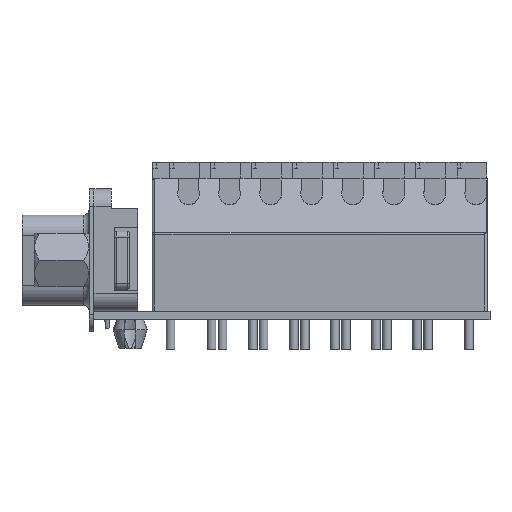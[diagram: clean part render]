
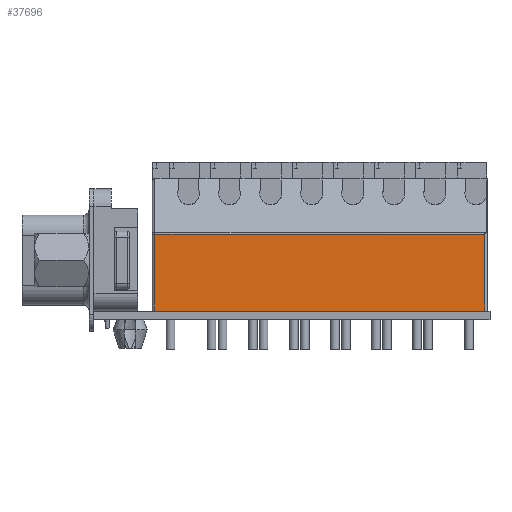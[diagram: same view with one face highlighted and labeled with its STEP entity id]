
A CAD part, front view. The second image highlights one B-rep face of the part: STEP entity #37696.
In plain terms, the highlighted face is planar.
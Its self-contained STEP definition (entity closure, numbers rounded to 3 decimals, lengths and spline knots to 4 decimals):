
#12165 = CARTESIAN_POINT ( 'NONE',  ( 0.237, 0., -1.15 ) ) ;
#12192 = CARTESIAN_POINT ( 'NONE',  ( 0.237, 0., -0.01 ) ) ;
#12239 = DIRECTION ( 'NONE',  ( 0., 0., 1. ) ) ;
#12240 = VECTOR ( 'NONE', #12239, 39.3701 ) ;
#12241 = CARTESIAN_POINT ( 'NONE',  ( 0.237, 0., -1.16 ) ) ;
#12242 = LINE ( 'NONE', #12241, #12240 ) ;
#22932 = VERTEX_POINT ( 'NONE', #12165 ) ;
#23106 = VERTEX_POINT ( 'NONE', #12192 ) ;
#23264 = EDGE_CURVE ( 'NONE', #22932, #23106, #12242, .T. ) ;
#31976 = LINE ( 'NONE', #32010, #32104 ) ;
#31981 = DIRECTION ( 'NONE',  ( 0., 1., 0. ) ) ;
#31983 = VECTOR ( 'NONE', #31981, 39.3701 ) ;
#31984 = CARTESIAN_POINT ( 'NONE',  ( 0.237, 0., -1.15 ) ) ;
#31985 = LINE ( 'NONE', #31984, #31983 ) ;
#31986 = PLANE ( 'NONE',  #32095 ) ;
#32010 = CARTESIAN_POINT ( 'NONE',  ( 0.237, 0., -0.01 ) ) ;
#32062 = DIRECTION ( 'NONE',  ( 0., 0., -1. ) ) ;
#32064 = DIRECTION ( 'NONE',  ( 1., 0., 0. ) ) ;
#32066 = CARTESIAN_POINT ( 'NONE',  ( 0.237, 0., -1.16 ) ) ;
#32072 = FACE_OUTER_BOUND ( 'NONE', #37704, .T. ) ;
#32095 = AXIS2_PLACEMENT_3D ( 'NONE', #32066, #32064, #32062 ) ;
#32103 = DIRECTION ( 'NONE',  ( 0., -1., 0. ) ) ;
#32104 = VECTOR ( 'NONE', #32103, 39.3701 ) ;
#32129 = CARTESIAN_POINT ( 'NONE',  ( 0.237, 0.266, -0.01 ) ) ;
#32141 = CARTESIAN_POINT ( 'NONE',  ( 0.237, 0.266, -1.15 ) ) ;
#32158 = DIRECTION ( 'NONE',  ( 0., 0., 1. ) ) ;
#32160 = VECTOR ( 'NONE', #32158, 39.3701 ) ;
#32161 = CARTESIAN_POINT ( 'NONE',  ( 0.237, 0.266, 0. ) ) ;
#32166 = LINE ( 'NONE', #32161, #32160 ) ;
#37685 = EDGE_CURVE ( 'NONE', #22932, #37709, #31985, .T. ) ;
#37687 = EDGE_CURVE ( 'NONE', #37713, #23106, #31976, .T. ) ;
#37688 = ORIENTED_EDGE ( 'NONE', *, *, #37685, .T. ) ;
#37689 = ORIENTED_EDGE ( 'NONE', *, *, #23264, .F. ) ;
#37691 = ORIENTED_EDGE ( 'NONE', *, *, #37703, .T. ) ;
#37696 = ADVANCED_FACE ( 'NONE', ( #32072 ), #31986, .T. ) ;
#37700 = ORIENTED_EDGE ( 'NONE', *, *, #37687, .T. ) ;
#37703 = EDGE_CURVE ( 'NONE', #37709, #37713, #32166, .T. ) ;
#37704 = EDGE_LOOP ( 'NONE', ( #37691, #37700, #37689, #37688 ) ) ;
#37709 = VERTEX_POINT ( 'NONE', #32141 ) ;
#37713 = VERTEX_POINT ( 'NONE', #32129 ) ;
